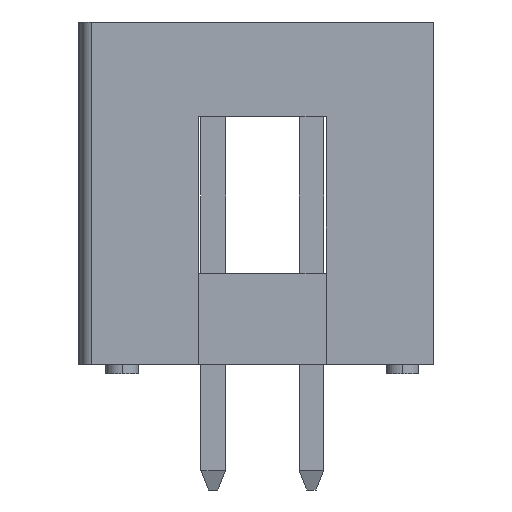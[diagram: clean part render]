
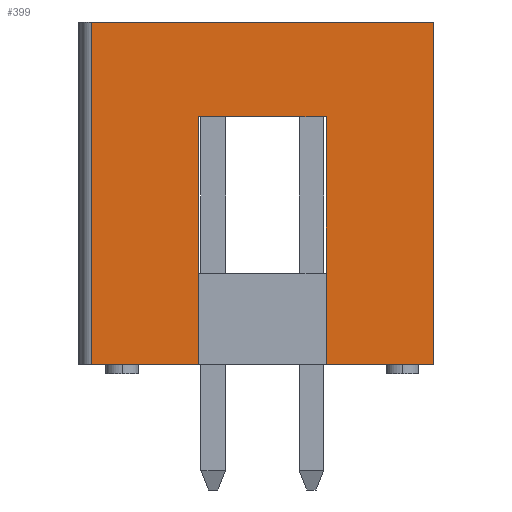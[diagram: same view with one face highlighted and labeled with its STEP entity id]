
A CAD part, left-side view. The second image highlights one B-rep face of the part: STEP entity #399.
In plain terms, the highlighted planar face has unit normal (-1, 0, 0).
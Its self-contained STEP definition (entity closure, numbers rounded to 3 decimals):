
#399=ADVANCED_FACE('',(#991),#992,.T.);
#991=FACE_OUTER_BOUND('',#1743,.T.);
#992=PLANE('',#1744);
#1743=EDGE_LOOP('',(#3621,#3622,#3623,#3624,#3625,#3626,#3627,#3628));
#1744=AXIS2_PLACEMENT_3D('',#3629,#3630,#3631);
#3621=ORIENTED_EDGE('',*,*,#5267,.T.);
#3622=ORIENTED_EDGE('',*,*,#5268,.T.);
#3623=ORIENTED_EDGE('',*,*,#5163,.F.);
#3624=ORIENTED_EDGE('',*,*,#5261,.T.);
#3625=ORIENTED_EDGE('',*,*,#5269,.T.);
#3626=ORIENTED_EDGE('',*,*,#5265,.F.);
#3627=ORIENTED_EDGE('',*,*,#5167,.F.);
#3628=ORIENTED_EDGE('',*,*,#5270,.F.);
#3629=CARTESIAN_POINT('',(-12.72,-4.425,-4.425));
#3630=DIRECTION('',(-1.0,0.0,0.0));
#3631=DIRECTION('',(0.0,0.0,1.0));
#5163=EDGE_CURVE('',#6224,#6226,#6227,.T.);
#5167=EDGE_CURVE('',#6232,#6234,#6235,.T.);
#5261=EDGE_CURVE('',#6224,#6409,#6411,.T.);
#5265=EDGE_CURVE('',#6234,#6417,#6418,.T.);
#5267=EDGE_CURVE('',#6420,#6421,#6422,.T.);
#5268=EDGE_CURVE('',#6421,#6226,#6423,.T.);
#5269=EDGE_CURVE('',#6409,#6417,#6424,.T.);
#5270=EDGE_CURVE('',#6420,#6232,#6425,.T.);
#6224=VERTEX_POINT('',#7918);
#6226=VERTEX_POINT('',#7921);
#6227=LINE('',#7922,#7923);
#6232=VERTEX_POINT('',#7930);
#6234=VERTEX_POINT('',#7933);
#6235=LINE('',#7934,#7935);
#6409=VERTEX_POINT('',#8193);
#6411=LINE('',#8196,#8197);
#6417=VERTEX_POINT('',#8206);
#6418=LINE('',#8207,#8208);
#6420=VERTEX_POINT('',#8211);
#6421=VERTEX_POINT('',#8212);
#6422=LINE('',#8213,#8214);
#6423=LINE('',#8215,#8216);
#6424=LINE('',#8217,#8218);
#6425=LINE('',#8219,#8220);
#7918=CARTESIAN_POINT('',(-12.72,-4.425,-4.425));
#7921=CARTESIAN_POINT('',(-12.72,-1.65,-4.425));
#7922=CARTESIAN_POINT('',(-12.72,-4.425,-4.425));
#7923=VECTOR('',#9335,1000.0);
#7930=CARTESIAN_POINT('',(-12.72,1.65,-4.425));
#7933=CARTESIAN_POINT('',(-12.72,4.425,-4.425));
#7934=CARTESIAN_POINT('',(-12.72,-4.425,-4.425));
#7935=VECTOR('',#9339,1000.0);
#8193=CARTESIAN_POINT('',(-12.72,-4.425,4.425));
#8196=CARTESIAN_POINT('',(-12.72,-4.425,-4.425));
#8197=VECTOR('',#9449,1000.0);
#8206=CARTESIAN_POINT('',(-12.72,4.425,4.425));
#8207=CARTESIAN_POINT('',(-12.72,4.425,-4.425));
#8208=VECTOR('',#9453,1000.0);
#8211=CARTESIAN_POINT('',(-12.72,1.65,1.975));
#8212=CARTESIAN_POINT('',(-12.72,-1.65,1.975));
#8213=CARTESIAN_POINT('',(-12.72,1.65,1.975));
#8214=VECTOR('',#9455,1000.0);
#8215=CARTESIAN_POINT('',(-12.72,-1.65,1.975));
#8216=VECTOR('',#9456,1000.0);
#8217=CARTESIAN_POINT('',(-12.72,-4.425,4.425));
#8218=VECTOR('',#9457,1000.0);
#8219=CARTESIAN_POINT('',(-12.72,1.65,1.975));
#8220=VECTOR('',#9458,1000.0);
#9335=DIRECTION('',(0.0,1.0,0.0));
#9339=DIRECTION('',(0.0,1.0,0.0));
#9449=DIRECTION('',(0.0,0.0,1.0));
#9453=DIRECTION('',(0.0,0.0,1.0));
#9455=DIRECTION('',(0.0,-1.0,0.0));
#9456=DIRECTION('',(0.0,0.0,-1.0));
#9457=DIRECTION('',(0.0,1.0,0.0));
#9458=DIRECTION('',(0.0,0.0,-1.0));
